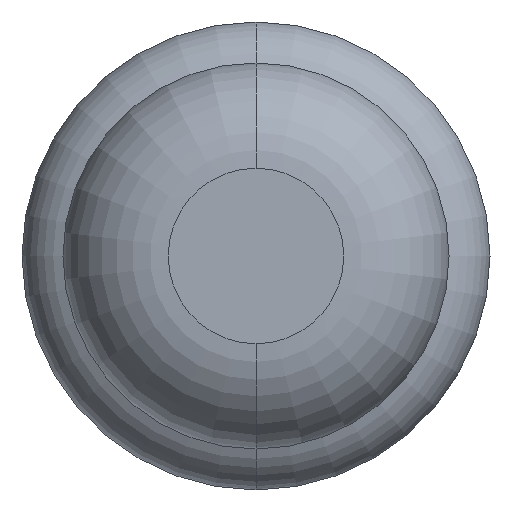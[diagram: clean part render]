
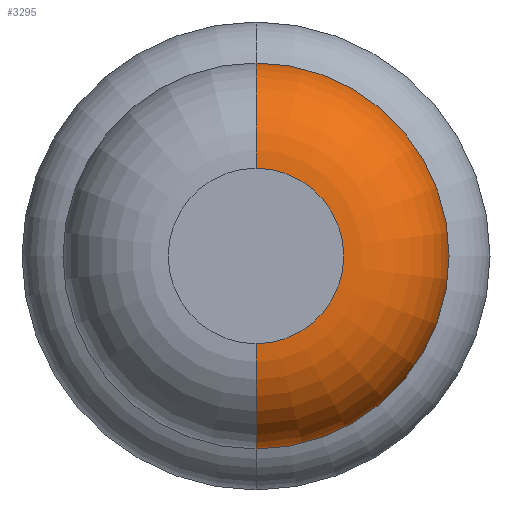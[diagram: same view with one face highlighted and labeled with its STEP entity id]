
A CAD part, front view. The second image highlights one B-rep face of the part: STEP entity #3295.
In plain terms, the highlighted toroidal (fillet/blend) face has major radius 0.375 mm and minor radius 0.45 mm.
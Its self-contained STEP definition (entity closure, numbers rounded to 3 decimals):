
#58 = DIRECTION ( 'NONE',  ( -1., 0., 0. ) ) ;
#66 = CIRCLE ( 'NONE', #1574, 0.45 ) ;
#267 = CARTESIAN_POINT ( 'NONE',  ( 0., -26.95, 0.825 ) ) ;
#349 = DIRECTION ( 'NONE',  ( 0., 0., 1. ) ) ;
#389 = CARTESIAN_POINT ( 'NONE',  ( 0., -26.95, -0.375 ) ) ;
#476 = DIRECTION ( 'NONE',  ( 0., 1., 0. ) ) ;
#609 = CARTESIAN_POINT ( 'NONE',  ( 0., -26.95, -0.825 ) ) ;
#652 = CARTESIAN_POINT ( 'NONE',  ( 0., -27.4, -0.375 ) ) ;
#698 = AXIS2_PLACEMENT_3D ( 'NONE', #2064, #476, #2675 ) ;
#730 = DIRECTION ( 'NONE',  ( 0., 0., 1. ) ) ;
#817 = EDGE_CURVE ( 'Defeature ausgef�hrt1_9+Defeature ausgef�hrt1_8+Defeature ausgef�hrt1_8+Defeature ausgef�hrt1_8', #3991, #2211, #3187, .T. ) ;
#985 = VERTEX_POINT ( 'NONE', #2404 ) ;
#1061 = ORIENTED_EDGE ( 'NONE', *, *, #2525, .T. ) ;
#1258 = EDGE_CURVE ( 'NONE', #985, #3991, #66, .T. ) ;
#1282 = EDGE_CURVE ( 'NONE', #3534, #2211, #3532, .T. ) ;
#1477 = CIRCLE ( 'NONE', #3597, 0.375 ) ;
#1574 = AXIS2_PLACEMENT_3D ( 'NONE', #3545, #58, #730 ) ;
#1815 = DIRECTION ( 'NONE',  ( 0., 1., 0. ) ) ;
#1922 = DIRECTION ( 'NONE',  ( 1., 0., 0. ) ) ;
#1942 = EDGE_LOOP ( 'NONE', ( #1061, #1943, #2692, #3505 ) ) ;
#1943 = ORIENTED_EDGE ( 'NONE', *, *, #1282, .T. ) ;
#1993 = TOROIDAL_SURFACE ( 'NONE', #698, 0.375, 0.45 ) ;
#2064 = CARTESIAN_POINT ( 'NONE',  ( 0., -26.95, 0. ) ) ;
#2211 = VERTEX_POINT ( 'NONE', #609 ) ;
#2404 = CARTESIAN_POINT ( 'NONE',  ( 0., -27.4, 0.375 ) ) ;
#2462 = DIRECTION ( 'NONE',  ( 0., 0., 1. ) ) ;
#2525 = EDGE_CURVE ( 'Defeature ausgef�hrt1_8+Defeature ausgef�hrt1_7+Defeature ausgef�hrt1_7+Defeature ausgef�hrt1_7', #985, #3534, #1477, .T. ) ;
#2553 = AXIS2_PLACEMENT_3D ( 'NONE', #3177, #3487, #349 ) ;
#2675 = DIRECTION ( 'NONE',  ( 0., 0., 1. ) ) ;
#2692 = ORIENTED_EDGE ( 'NONE', *, *, #817, .F. ) ;
#2875 = AXIS2_PLACEMENT_3D ( 'NONE', #389, #1922, #3499 ) ;
#3177 = CARTESIAN_POINT ( 'NONE',  ( 0., -26.95, 0. ) ) ;
#3178 = FACE_OUTER_BOUND ( 'NONE', #1942, .T. ) ;
#3187 = CIRCLE ( 'NONE', #2553, 0.825 ) ;
#3295 = ADVANCED_FACE ( 'Defeature ausgef�hrt1_8', ( #3178 ), #1993, .T. ) ;
#3379 = CARTESIAN_POINT ( 'NONE',  ( 0., -27.4, 0. ) ) ;
#3487 = DIRECTION ( 'NONE',  ( 0., 1., 0. ) ) ;
#3499 = DIRECTION ( 'NONE',  ( 0., 0., -1. ) ) ;
#3505 = ORIENTED_EDGE ( 'NONE', *, *, #1258, .F. ) ;
#3532 = CIRCLE ( 'NONE', #2875, 0.45 ) ;
#3534 = VERTEX_POINT ( 'NONE', #652 ) ;
#3545 = CARTESIAN_POINT ( 'NONE',  ( 0., -26.95, 0.375 ) ) ;
#3597 = AXIS2_PLACEMENT_3D ( 'NONE', #3379, #1815, #2462 ) ;
#3991 = VERTEX_POINT ( 'NONE', #267 ) ;
